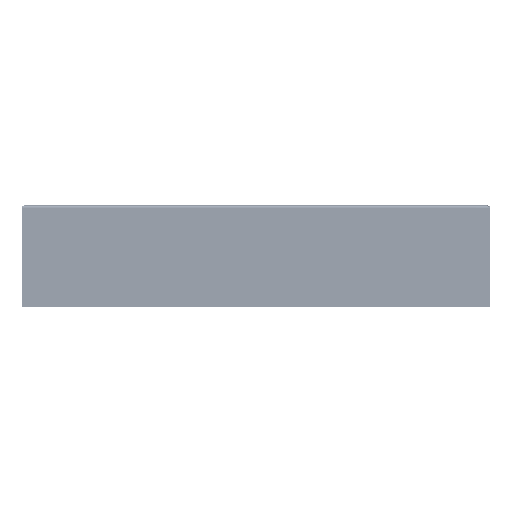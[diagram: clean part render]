
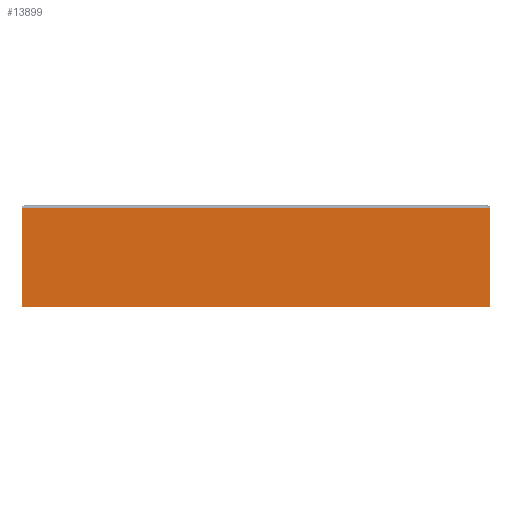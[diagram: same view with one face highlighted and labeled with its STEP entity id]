
A CAD part, left-side view. The second image highlights one B-rep face of the part: STEP entity #13899.
In plain terms, the highlighted face is planar.
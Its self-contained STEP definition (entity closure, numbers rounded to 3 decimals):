
#13899=ADVANCED_FACE('',(#18979),#18980,.T.);
#18979=FACE_OUTER_BOUND('',#23730,.T.);
#18980=PLANE('',#23731);
#23730=EDGE_LOOP('',(#30225,#30226,#30227,#30228));
#23731=AXIS2_PLACEMENT_3D('',#30229,#30230,#30231);
#30225=ORIENTED_EDGE('',*,*,#37056,.T.);
#30226=ORIENTED_EDGE('',*,*,#36759,.T.);
#30227=ORIENTED_EDGE('',*,*,#37057,.T.);
#30228=ORIENTED_EDGE('',*,*,#37058,.T.);
#30229=CARTESIAN_POINT('',(185.0,0.0,66.0));
#30230=DIRECTION('',(1.0,0.,0.0));
#30231=DIRECTION('',(0.,1.0,0.0));
#36759=EDGE_CURVE('',#40333,#40323,#40334,.F.);
#37056=EDGE_CURVE('',#40770,#40333,#40771,.T.);
#37057=EDGE_CURVE('',#40323,#40772,#40773,.F.);
#37058=EDGE_CURVE('',#40772,#40770,#40774,.T.);
#40323=VERTEX_POINT('',#45423);
#40333=VERTEX_POINT('',#45467);
#40334=LINE('',#45468,#45469);
#40770=VERTEX_POINT('',#46086);
#40771=LINE('',#46087,#46088);
#40772=VERTEX_POINT('',#46089);
#40773=LINE('',#46090,#46091);
#40774=LINE('',#46092,#46093);
#45423=CARTESIAN_POINT('',(185.0,-185.0,65.0));
#45467=CARTESIAN_POINT('',(185.0,185.0,65.0));
#45468=CARTESIAN_POINT('',(185.0,0.0,65.0));
#45469=VECTOR('',#50638,1.0);
#46086=CARTESIAN_POINT('',(185.0,185.0,-13.0));
#46087=CARTESIAN_POINT('',(185.0,185.0,66.0));
#46088=VECTOR('',#50966,1.0);
#46089=CARTESIAN_POINT('',(185.0,-185.0,-13.0));
#46090=CARTESIAN_POINT('',(185.0,-185.0,66.0));
#46091=VECTOR('',#50967,1.0);
#46092=CARTESIAN_POINT('',(185.0,0.0,-13.0));
#46093=VECTOR('',#50968,1.0);
#50638=DIRECTION('',(0.,1.0,0.0));
#50966=DIRECTION('',(0.0,0.0,1.0));
#50967=DIRECTION('',(0.0,0.0,1.0));
#50968=DIRECTION('',(0.,1.0,0.0));
